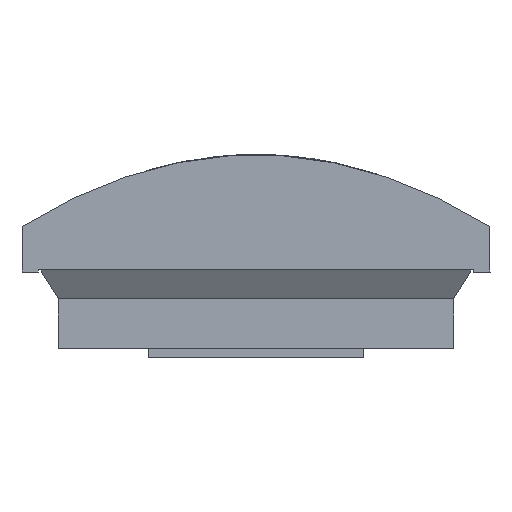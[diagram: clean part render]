
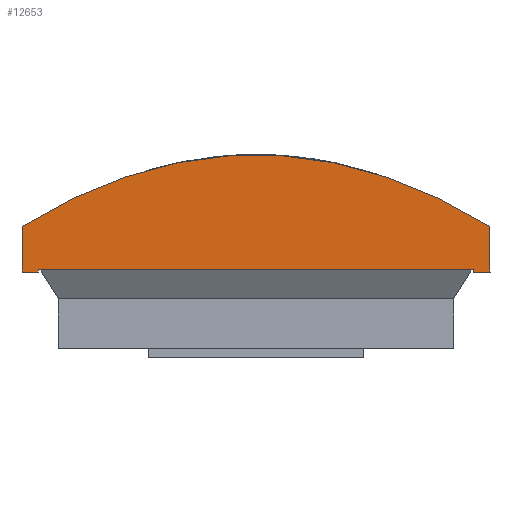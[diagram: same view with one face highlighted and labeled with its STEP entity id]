
A CAD part, left-side view. The second image highlights one B-rep face of the part: STEP entity #12653.
In plain terms, the highlighted planar face has unit normal (1, 0, 0).
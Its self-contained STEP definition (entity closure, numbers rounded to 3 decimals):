
#116 = ORIENTED_EDGE ( 'NONE', *, *, #1440, .T. ) ;
#176 = DIRECTION ( 'NONE',  ( 0., -0.991, 0.133 ) ) ;
#199 = CARTESIAN_POINT ( 'NONE',  ( -171., 9.012, 69.651 ) ) ;
#319 = CARTESIAN_POINT ( 'NONE',  ( -171., -63.085, 54.972 ) ) ;
#360 = CARTESIAN_POINT ( 'NONE',  ( -171., -75.14, 29.521 ) ) ;
#605 = DIRECTION ( 'NONE',  ( 0., 0., -1. ) ) ;
#610 = CARTESIAN_POINT ( 'NONE',  ( -171., 80.782, 29.521 ) ) ;
#660 = LINE ( 'NONE', #4555, #11046 ) ;
#737 = DIRECTION ( 'NONE',  ( 0., -0.876, -0.482 ) ) ;
#750 = VECTOR ( 'NONE', #10876, 1000. ) ;
#840 = DIRECTION ( 'NONE',  ( 0., 0., -1. ) ) ;
#986 = VERTEX_POINT ( 'NONE', #12639 ) ;
#1066 = EDGE_CURVE ( 'NONE', #2911, #9565, #9349, .T. ) ;
#1130 = VECTOR ( 'NONE', #1207, 1000. ) ;
#1152 = LINE ( 'NONE', #12214, #8997 ) ;
#1186 = CARTESIAN_POINT ( 'NONE',  ( -171., -80.793, 45.235 ) ) ;
#1207 = DIRECTION ( 'NONE',  ( 0., -1., -0.001 ) ) ;
#1234 = CARTESIAN_POINT ( 'NONE',  ( -171., 80.782, 45.235 ) ) ;
#1372 = EDGE_CURVE ( 'NONE', #5493, #5945, #1152, .T. ) ;
#1383 = VERTEX_POINT ( 'NONE', #2172 ) ;
#1437 = LINE ( 'NONE', #199, #1130 ) ;
#1440 = EDGE_CURVE ( 'NONE', #986, #12196, #11668, .T. ) ;
#1451 = VERTEX_POINT ( 'NONE', #10673 ) ;
#1513 = EDGE_LOOP ( 'NONE', ( #4769, #6253, #9840, #12377, #116, #6262, #11457, #9755, #2844, #5127, #4740, #10273, #6381, #3807, #10611, #9361 ) ) ;
#1676 = EDGE_CURVE ( 'NONE', #12196, #2071, #10235, .T. ) ;
#1809 = CARTESIAN_POINT ( 'NONE',  ( -171., -75.14, 29.521 ) ) ;
#1885 = VECTOR ( 'NONE', #10458, 1000. ) ;
#2071 = VERTEX_POINT ( 'NONE', #1186 ) ;
#2172 = CARTESIAN_POINT ( 'NONE',  ( -171., -80.793, 29.521 ) ) ;
#2256 = VECTOR ( 'NONE', #7886, 1000. ) ;
#2433 = VECTOR ( 'NONE', #8924, 1000. ) ;
#2708 = DIRECTION ( 'NONE',  ( 0., 1., 0. ) ) ;
#2816 = CARTESIAN_POINT ( 'NONE',  ( -171., -75.14, 30.225 ) ) ;
#2844 = ORIENTED_EDGE ( 'NONE', *, *, #5164, .T. ) ;
#2856 = CARTESIAN_POINT ( 'NONE',  ( -171., 9.012, 69.651 ) ) ;
#2911 = VERTEX_POINT ( 'NONE', #9822 ) ;
#2919 = FACE_OUTER_BOUND ( 'NONE', #1513, .T. ) ;
#3256 = EDGE_CURVE ( 'NONE', #3863, #2911, #12885, .T. ) ;
#3298 = LINE ( 'NONE', #2816, #8344 ) ;
#3400 = VECTOR ( 'NONE', #4672, 1000. ) ;
#3629 = EDGE_CURVE ( 'NONE', #6299, #3934, #4255, .T. ) ;
#3660 = CARTESIAN_POINT ( 'NONE',  ( -171., -45.061, 62.287 ) ) ;
#3807 = ORIENTED_EDGE ( 'NONE', *, *, #9656, .T. ) ;
#3832 = DIRECTION ( 'NONE',  ( 0., 1., 0. ) ) ;
#3863 = VERTEX_POINT ( 'NONE', #4587 ) ;
#3934 = VERTEX_POINT ( 'NONE', #12655 ) ;
#3995 = VECTOR ( 'NONE', #2708, 1000. ) ;
#4255 = LINE ( 'NONE', #4326, #9603 ) ;
#4326 = CARTESIAN_POINT ( 'NONE',  ( -171., -9.012, 69.632 ) ) ;
#4555 = CARTESIAN_POINT ( 'NONE',  ( -171., -80.793, 29.521 ) ) ;
#4576 = VECTOR ( 'NONE', #737, 1000. ) ;
#4587 = CARTESIAN_POINT ( 'NONE',  ( -171., 75.129, 30.225 ) ) ;
#4672 = DIRECTION ( 'NONE',  ( 0., 0., 1. ) ) ;
#4692 = DIRECTION ( 'NONE',  ( 0., -0.927, -0.376 ) ) ;
#4740 = ORIENTED_EDGE ( 'NONE', *, *, #3256, .T. ) ;
#4752 = VERTEX_POINT ( 'NONE', #1234 ) ;
#4769 = ORIENTED_EDGE ( 'NONE', *, *, #1372, .T. ) ;
#5127 = ORIENTED_EDGE ( 'NONE', *, *, #7442, .T. ) ;
#5149 = LINE ( 'NONE', #7919, #2433 ) ;
#5164 = EDGE_CURVE ( 'NONE', #5474, #10237, #6122, .T. ) ;
#5212 = VECTOR ( 'NONE', #840, 1000. ) ;
#5340 = CARTESIAN_POINT ( 'NONE',  ( -171., -9.012, 69.632 ) ) ;
#5474 = VERTEX_POINT ( 'NONE', #360 ) ;
#5493 = VERTEX_POINT ( 'NONE', #8408 ) ;
#5577 = DIRECTION ( 'NONE',  ( 0., 1., 0. ) ) ;
#5923 = EDGE_CURVE ( 'NONE', #3934, #986, #12340, .T. ) ;
#5945 = VERTEX_POINT ( 'NONE', #2856 ) ;
#6040 = CARTESIAN_POINT ( 'NONE',  ( -171., 80.782, 45.235 ) ) ;
#6088 = LINE ( 'NONE', #610, #3400 ) ;
#6122 = LINE ( 'NONE', #1809, #750 ) ;
#6253 = ORIENTED_EDGE ( 'NONE', *, *, #6783, .T. ) ;
#6262 = ORIENTED_EDGE ( 'NONE', *, *, #1676, .T. ) ;
#6299 = VERTEX_POINT ( 'NONE', #5340 ) ;
#6340 = VECTOR ( 'NONE', #4692, 1000. ) ;
#6381 = ORIENTED_EDGE ( 'NONE', *, *, #8070, .T. ) ;
#6647 = DIRECTION ( 'NONE',  ( 1., 0., 0. ) ) ;
#6747 = VECTOR ( 'NONE', #12429, 1000. ) ;
#6783 = EDGE_CURVE ( 'NONE', #5945, #6299, #1437, .T. ) ;
#7025 = DIRECTION ( 'NONE',  ( 0., -0.875, 0.484 ) ) ;
#7066 = EDGE_CURVE ( 'NONE', #10309, #5493, #12907, .T. ) ;
#7415 = CARTESIAN_POINT ( 'NONE',  ( -171., 63.085, 55.023 ) ) ;
#7442 = EDGE_CURVE ( 'NONE', #10237, #3863, #3298, .T. ) ;
#7746 = CARTESIAN_POINT ( 'NONE',  ( -171., 75.129, 29.521 ) ) ;
#7787 = CARTESIAN_POINT ( 'NONE',  ( -171., -75.14, 30.225 ) ) ;
#7792 = CARTESIAN_POINT ( 'NONE',  ( -171., -63.085, 54.972 ) ) ;
#7886 = DIRECTION ( 'NONE',  ( 0., -0.965, -0.262 ) ) ;
#7919 = CARTESIAN_POINT ( 'NONE',  ( -171., -80.793, 45.235 ) ) ;
#8070 = EDGE_CURVE ( 'NONE', #9565, #4752, #6088, .T. ) ;
#8344 = VECTOR ( 'NONE', #3832, 1000. ) ;
#8408 = CARTESIAN_POINT ( 'NONE',  ( -171., 27.037, 67.225 ) ) ;
#8612 = PLANE ( 'NONE',  #9383 ) ;
#8924 = DIRECTION ( 'NONE',  ( 0., 0., -1. ) ) ;
#8997 = VECTOR ( 'NONE', #176, 1000. ) ;
#9056 = CARTESIAN_POINT ( 'NONE',  ( -171., 45.061, 62.351 ) ) ;
#9115 = LINE ( 'NONE', #6040, #11770 ) ;
#9349 = LINE ( 'NONE', #7746, #3995 ) ;
#9361 = ORIENTED_EDGE ( 'NONE', *, *, #7066, .T. ) ;
#9383 = AXIS2_PLACEMENT_3D ( 'NONE', #12635, #6647, #605 ) ;
#9410 = LINE ( 'NONE', #7415, #6747 ) ;
#9474 = CARTESIAN_POINT ( 'NONE',  ( -171., 45.061, 62.351 ) ) ;
#9565 = VERTEX_POINT ( 'NONE', #11871 ) ;
#9603 = VECTOR ( 'NONE', #11351, 1000. ) ;
#9656 = EDGE_CURVE ( 'NONE', #4752, #1451, #9115, .T. ) ;
#9755 = ORIENTED_EDGE ( 'NONE', *, *, #10518, .T. ) ;
#9822 = CARTESIAN_POINT ( 'NONE',  ( -171., 75.129, 29.521 ) ) ;
#9840 = ORIENTED_EDGE ( 'NONE', *, *, #3629, .T. ) ;
#9904 = EDGE_CURVE ( 'NONE', #1451, #10309, #9410, .T. ) ;
#10235 = LINE ( 'NONE', #7792, #4576 ) ;
#10237 = VERTEX_POINT ( 'NONE', #7787 ) ;
#10273 = ORIENTED_EDGE ( 'NONE', *, *, #1066, .T. ) ;
#10283 = EDGE_CURVE ( 'NONE', #2071, #1383, #5149, .T. ) ;
#10309 = VERTEX_POINT ( 'NONE', #9056 ) ;
#10458 = DIRECTION ( 'NONE',  ( 0., -0.965, 0.261 ) ) ;
#10518 = EDGE_CURVE ( 'NONE', #1383, #5474, #660, .T. ) ;
#10611 = ORIENTED_EDGE ( 'NONE', *, *, #9904, .T. ) ;
#10673 = CARTESIAN_POINT ( 'NONE',  ( -171., 63.085, 55.023 ) ) ;
#10876 = DIRECTION ( 'NONE',  ( 0., 0., 1. ) ) ;
#11046 = VECTOR ( 'NONE', #5577, 1000. ) ;
#11351 = DIRECTION ( 'NONE',  ( 0., -0.991, -0.135 ) ) ;
#11457 = ORIENTED_EDGE ( 'NONE', *, *, #10283, .T. ) ;
#11668 = LINE ( 'NONE', #3660, #6340 ) ;
#11770 = VECTOR ( 'NONE', #7025, 1000. ) ;
#11871 = CARTESIAN_POINT ( 'NONE',  ( -171., 80.782, 29.521 ) ) ;
#12196 = VERTEX_POINT ( 'NONE', #319 ) ;
#12214 = CARTESIAN_POINT ( 'NONE',  ( -171., 27.037, 67.225 ) ) ;
#12340 = LINE ( 'NONE', #12870, #2256 ) ;
#12377 = ORIENTED_EDGE ( 'NONE', *, *, #5923, .T. ) ;
#12429 = DIRECTION ( 'NONE',  ( 0., -0.926, 0.377 ) ) ;
#12635 = CARTESIAN_POINT ( 'NONE',  ( -171., 0., 0. ) ) ;
#12639 = CARTESIAN_POINT ( 'NONE',  ( -171., -45.061, 62.287 ) ) ;
#12653 = ADVANCED_FACE ( 'NONE', ( #2919 ), #8612, .T. ) ;
#12655 = CARTESIAN_POINT ( 'NONE',  ( -171., -27.036, 67.176 ) ) ;
#12870 = CARTESIAN_POINT ( 'NONE',  ( -171., -27.036, 67.176 ) ) ;
#12885 = LINE ( 'NONE', #12920, #5212 ) ;
#12907 = LINE ( 'NONE', #9474, #1885 ) ;
#12920 = CARTESIAN_POINT ( 'NONE',  ( -171., 75.129, 30.225 ) ) ;
